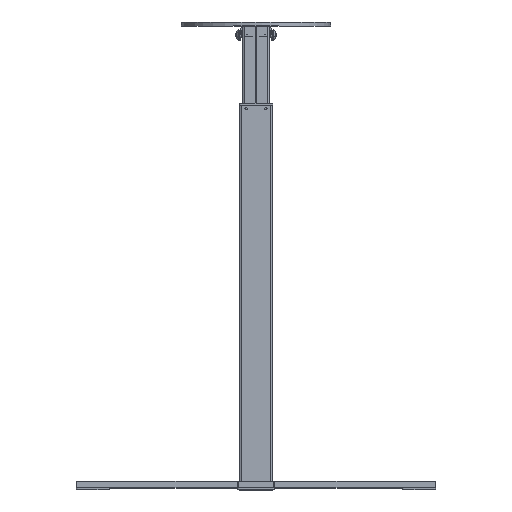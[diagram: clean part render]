
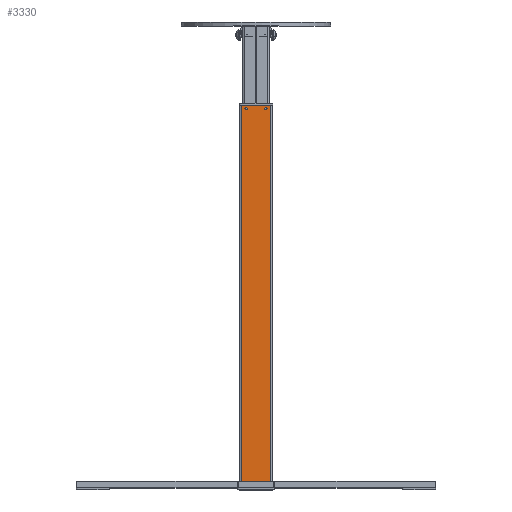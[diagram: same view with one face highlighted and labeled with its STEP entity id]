
A CAD part, top view. The second image highlights one B-rep face of the part: STEP entity #3330.
In plain terms, the highlighted planar face has unit normal (0, 0, 1).
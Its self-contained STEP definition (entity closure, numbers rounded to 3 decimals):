
#46 = ORIENTED_EDGE ( 'NONE', *, *, #4859, .F. ) ;
#184 = AXIS2_PLACEMENT_3D ( 'NONE', #8603, #8648, #3122 ) ;
#529 = DIRECTION ( 'NONE',  ( 0., 0., 1. ) ) ;
#680 = CARTESIAN_POINT ( 'NONE',  ( 15., 560., 25. ) ) ;
#753 = CARTESIAN_POINT ( 'NONE',  ( -22.25, 0., 25. ) ) ;
#773 = CARTESIAN_POINT ( 'NONE',  ( -22.25, 565., 25. ) ) ;
#888 = CARTESIAN_POINT ( 'NONE',  ( 22.25, 0., 25. ) ) ;
#1025 = ORIENTED_EDGE ( 'NONE', *, *, #8215, .T. ) ;
#1143 = CIRCLE ( 'NONE', #184, 1.7 ) ;
#1302 = CARTESIAN_POINT ( 'NONE',  ( -22.25, 565., 25. ) ) ;
#1341 = EDGE_LOOP ( 'NONE', ( #1911, #2057 ) ) ;
#1395 = CARTESIAN_POINT ( 'NONE',  ( 13.3, 560., 25. ) ) ;
#1438 = ORIENTED_EDGE ( 'NONE', *, *, #6791, .F. ) ;
#1487 = VECTOR ( 'NONE', #9292, 1000. ) ;
#1533 = DIRECTION ( 'NONE',  ( 1., 0., 0. ) ) ;
#1633 = CARTESIAN_POINT ( 'NONE',  ( -22.25, 565., 25. ) ) ;
#1693 = LINE ( 'NONE', #9141, #1899 ) ;
#1705 = EDGE_CURVE ( 'NONE', #2767, #5836, #1974, .T. ) ;
#1801 = CARTESIAN_POINT ( 'NONE',  ( 16.7, 560., 25. ) ) ;
#1899 = VECTOR ( 'NONE', #8278, 1000. ) ;
#1911 = ORIENTED_EDGE ( 'NONE', *, *, #1705, .F. ) ;
#1974 = CIRCLE ( 'NONE', #6163, 1.7 ) ;
#2042 = ORIENTED_EDGE ( 'NONE', *, *, #8588, .F. ) ;
#2044 = AXIS2_PLACEMENT_3D ( 'NONE', #680, #2200, #6120 ) ;
#2057 = ORIENTED_EDGE ( 'NONE', *, *, #8974, .F. ) ;
#2104 = PLANE ( 'NONE',  #2884 ) ;
#2122 = AXIS2_PLACEMENT_3D ( 'NONE', #4775, #3844, #8548 ) ;
#2200 = DIRECTION ( 'NONE',  ( 0., 0., 1. ) ) ;
#2339 = VECTOR ( 'NONE', #1533, 1000. ) ;
#2429 = VERTEX_POINT ( 'NONE', #3075 ) ;
#2488 = CIRCLE ( 'NONE', #2122, 1.7 ) ;
#2767 = VERTEX_POINT ( 'NONE', #2769 ) ;
#2769 = CARTESIAN_POINT ( 'NONE',  ( -13.3, 560., 25. ) ) ;
#2884 = AXIS2_PLACEMENT_3D ( 'NONE', #1302, #7434, #5955 ) ;
#2947 = LINE ( 'NONE', #6516, #7532 ) ;
#3045 = FACE_OUTER_BOUND ( 'NONE', #6021, .T. ) ;
#3075 = CARTESIAN_POINT ( 'NONE',  ( 22.25, 565., 25. ) ) ;
#3122 = DIRECTION ( 'NONE',  ( 1., 0., 0. ) ) ;
#3330 = ADVANCED_FACE ( 'NONE', ( #9968, #3772, #3045 ), #2104, .F. ) ;
#3492 = VERTEX_POINT ( 'NONE', #3824 ) ;
#3608 = DIRECTION ( 'NONE',  ( 1., 0., 0. ) ) ;
#3772 = FACE_BOUND ( 'NONE', #1341, .T. ) ;
#3824 = CARTESIAN_POINT ( 'NONE',  ( -22.25, 0., 25. ) ) ;
#3844 = DIRECTION ( 'NONE',  ( 0., 0., 1. ) ) ;
#3963 = VERTEX_POINT ( 'NONE', #888 ) ;
#4775 = CARTESIAN_POINT ( 'NONE',  ( 15., 560., 25. ) ) ;
#4859 = EDGE_CURVE ( 'NONE', #6515, #6650, #8337, .T. ) ;
#5133 = CARTESIAN_POINT ( 'NONE',  ( -15., 560., 25. ) ) ;
#5189 = ORIENTED_EDGE ( 'NONE', *, *, #8931, .T. ) ;
#5574 = EDGE_LOOP ( 'NONE', ( #46, #1438 ) ) ;
#5836 = VERTEX_POINT ( 'NONE', #7692 ) ;
#5955 = DIRECTION ( 'NONE',  ( -1., 0., 0. ) ) ;
#6021 = EDGE_LOOP ( 'NONE', ( #5189, #2042, #7815, #1025 ) ) ;
#6120 = DIRECTION ( 'NONE',  ( 1., 0., 0. ) ) ;
#6163 = AXIS2_PLACEMENT_3D ( 'NONE', #5133, #529, #3608 ) ;
#6515 = VERTEX_POINT ( 'NONE', #1801 ) ;
#6516 = CARTESIAN_POINT ( 'NONE',  ( 22.25, 565., 25. ) ) ;
#6650 = VERTEX_POINT ( 'NONE', #1395 ) ;
#6791 = EDGE_CURVE ( 'NONE', #6650, #6515, #2488, .T. ) ;
#7313 = DIRECTION ( 'NONE',  ( 0., -1., 0. ) ) ;
#7434 = DIRECTION ( 'NONE',  ( 0., 0., -1. ) ) ;
#7532 = VECTOR ( 'NONE', #7313, 1000. ) ;
#7692 = CARTESIAN_POINT ( 'NONE',  ( -16.7, 560., 25. ) ) ;
#7741 = EDGE_CURVE ( 'NONE', #9821, #2429, #8520, .T. ) ;
#7815 = ORIENTED_EDGE ( 'NONE', *, *, #7741, .F. ) ;
#7872 = LINE ( 'NONE', #753, #1487 ) ;
#8215 = EDGE_CURVE ( 'NONE', #9821, #3492, #1693, .T. ) ;
#8278 = DIRECTION ( 'NONE',  ( 0., -1., 0. ) ) ;
#8337 = CIRCLE ( 'NONE', #2044, 1.7 ) ;
#8520 = LINE ( 'NONE', #773, #2339 ) ;
#8548 = DIRECTION ( 'NONE',  ( 1., 0., 0. ) ) ;
#8588 = EDGE_CURVE ( 'NONE', #2429, #3963, #2947, .T. ) ;
#8603 = CARTESIAN_POINT ( 'NONE',  ( -15., 560., 25. ) ) ;
#8648 = DIRECTION ( 'NONE',  ( 0., 0., 1. ) ) ;
#8931 = EDGE_CURVE ( 'NONE', #3492, #3963, #7872, .T. ) ;
#8974 = EDGE_CURVE ( 'NONE', #5836, #2767, #1143, .T. ) ;
#9141 = CARTESIAN_POINT ( 'NONE',  ( -22.25, 565., 25. ) ) ;
#9292 = DIRECTION ( 'NONE',  ( 1., 0., 0. ) ) ;
#9821 = VERTEX_POINT ( 'NONE', #1633 ) ;
#9968 = FACE_BOUND ( 'NONE', #5574, .T. ) ;
